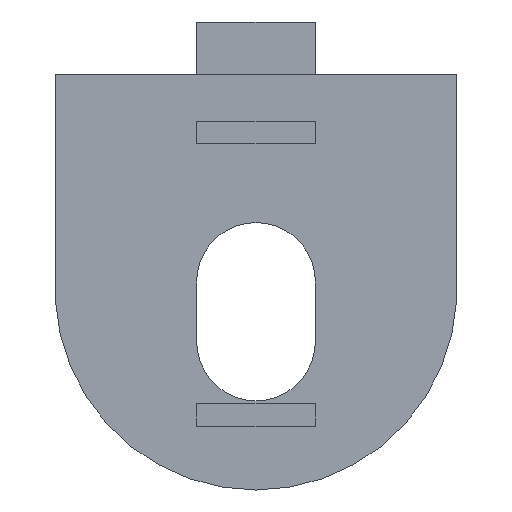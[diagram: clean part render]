
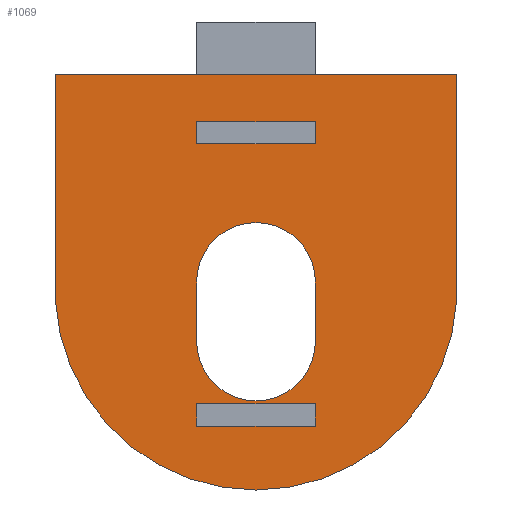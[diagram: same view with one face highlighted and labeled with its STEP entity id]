
A CAD part, front view. The second image highlights one B-rep face of the part: STEP entity #1069.
In plain terms, the highlighted planar face has unit normal (0, -1, 0).
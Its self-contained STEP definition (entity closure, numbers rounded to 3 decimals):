
#7 = LINE ( 'NONE', #126, #651 ) ;
#46 = EDGE_CURVE ( 'NONE', #1391, #183, #262, .T. ) ;
#53 = AXIS2_PLACEMENT_3D ( 'NONE', #1523, #409, #764 ) ;
#56 = EDGE_CURVE ( 'NONE', #1458, #1461, #458, .T. ) ;
#59 = VECTOR ( 'NONE', #1404, 1000. ) ;
#89 = VECTOR ( 'NONE', #632, 1000. ) ;
#119 = ORIENTED_EDGE ( 'NONE', *, *, #722, .F. ) ;
#126 = CARTESIAN_POINT ( 'NONE',  ( -4., 0., 4.301 ) ) ;
#127 = EDGE_CURVE ( 'NONE', #1301, #565, #996, .T. ) ;
#136 = DIRECTION ( 'NONE',  ( 0., 0., 1. ) ) ;
#137 = EDGE_CURVE ( 'NONE', #619, #1458, #1527, .T. ) ;
#140 = DIRECTION ( 'NONE',  ( -1., 0., 0. ) ) ;
#150 = CARTESIAN_POINT ( 'NONE',  ( 4., 0., 23.301 ) ) ;
#163 = DIRECTION ( 'NONE',  ( 0., 0., 1. ) ) ;
#173 = EDGE_CURVE ( 'NONE', #1048, #549, #1142, .T. ) ;
#183 = VERTEX_POINT ( 'NONE', #521 ) ;
#184 = VERTEX_POINT ( 'NONE', #374 ) ;
#187 = VECTOR ( 'NONE', #1232, 1000. ) ;
#188 = DIRECTION ( 'NONE',  ( 0., 1., 0. ) ) ;
#189 = AXIS2_PLACEMENT_3D ( 'NONE', #1561, #813, #326 ) ;
#210 = CARTESIAN_POINT ( 'NONE',  ( -4., 0., 23.301 ) ) ;
#211 = CARTESIAN_POINT ( 'NONE',  ( 4., 0., 4.301 ) ) ;
#219 = ORIENTED_EDGE ( 'NONE', *, *, #916, .F. ) ;
#232 = FACE_OUTER_BOUND ( 'NONE', #638, .T. ) ;
#238 = FACE_BOUND ( 'NONE', #1073, .T. ) ;
#262 = LINE ( 'NONE', #488, #1164 ) ;
#263 = VERTEX_POINT ( 'NONE', #1517 ) ;
#271 = ORIENTED_EDGE ( 'NONE', *, *, #137, .T. ) ;
#277 = DIRECTION ( 'NONE',  ( 1., 0., 0. ) ) ;
#299 = EDGE_CURVE ( 'NONE', #1064, #530, #453, .T. ) ;
#326 = DIRECTION ( 'NONE',  ( 0., 0., 1. ) ) ;
#337 = EDGE_CURVE ( 'NONE', #184, #1541, #7, .T. ) ;
#338 = ORIENTED_EDGE ( 'NONE', *, *, #173, .T. ) ;
#348 = ORIENTED_EDGE ( 'NONE', *, *, #337, .F. ) ;
#374 = CARTESIAN_POINT ( 'NONE',  ( -4., 0., 5.801 ) ) ;
#376 = DIRECTION ( 'NONE',  ( 0., 0., 1. ) ) ;
#380 = AXIS2_PLACEMENT_3D ( 'NONE', #1364, #1148, #376 ) ;
#385 = DIRECTION ( 'NONE',  ( 0., 0., -1. ) ) ;
#393 = LINE ( 'NONE', #1286, #648 ) ;
#405 = CARTESIAN_POINT ( 'NONE',  ( -4., 0., 24.801 ) ) ;
#409 = DIRECTION ( 'NONE',  ( 0., 1., 0. ) ) ;
#413 = LINE ( 'NONE', #150, #865 ) ;
#453 = LINE ( 'NONE', #211, #810 ) ;
#458 = CIRCLE ( 'NONE', #380, 4. ) ;
#485 = CARTESIAN_POINT ( 'NONE',  ( 4., 0., 4.301 ) ) ;
#488 = CARTESIAN_POINT ( 'NONE',  ( 13.5, 0., 28. ) ) ;
#521 = CARTESIAN_POINT ( 'NONE',  ( -13.5, 0., 28. ) ) ;
#530 = VERTEX_POINT ( 'NONE', #1174 ) ;
#531 = AXIS2_PLACEMENT_3D ( 'NONE', #623, #1355, #136 ) ;
#549 = VERTEX_POINT ( 'NONE', #1551 ) ;
#554 = ORIENTED_EDGE ( 'NONE', *, *, #127, .F. ) ;
#565 = VERTEX_POINT ( 'NONE', #1252 ) ;
#589 = CARTESIAN_POINT ( 'NONE',  ( -4., 0., 10.001 ) ) ;
#591 = DIRECTION ( 'NONE',  ( 0., 0., 1. ) ) ;
#593 = CARTESIAN_POINT ( 'NONE',  ( 0., 0., 18.001 ) ) ;
#619 = VERTEX_POINT ( 'NONE', #589 ) ;
#623 = CARTESIAN_POINT ( 'NONE',  ( 13.5, 0., 0. ) ) ;
#632 = DIRECTION ( 'NONE',  ( 0., 0., -1. ) ) ;
#638 = EDGE_LOOP ( 'NONE', ( #219, #1029, #1536, #1183 ) ) ;
#648 = VECTOR ( 'NONE', #277, 1000. ) ;
#651 = VECTOR ( 'NONE', #385, 1000. ) ;
#652 = ORIENTED_EDGE ( 'NONE', *, *, #1079, .F. ) ;
#680 = CARTESIAN_POINT ( 'NONE',  ( 4., 0., 14.001 ) ) ;
#689 = ORIENTED_EDGE ( 'NONE', *, *, #1330, .F. ) ;
#722 = EDGE_CURVE ( 'NONE', #1541, #1064, #1256, .T. ) ;
#764 = DIRECTION ( 'NONE',  ( 0., 0., 1. ) ) ;
#772 = ORIENTED_EDGE ( 'NONE', *, *, #1272, .F. ) ;
#782 = CARTESIAN_POINT ( 'NONE',  ( 4., 0., 24.801 ) ) ;
#790 = DIRECTION ( 'NONE',  ( -1., 0., 0. ) ) ;
#804 = AXIS2_PLACEMENT_3D ( 'NONE', #1093, #188, #591 ) ;
#808 = CARTESIAN_POINT ( 'NONE',  ( 13.5, 0., 0. ) ) ;
#810 = VECTOR ( 'NONE', #1455, 1000. ) ;
#813 = DIRECTION ( 'NONE',  ( 0., 1., 0. ) ) ;
#843 = CARTESIAN_POINT ( 'NONE',  ( -4., 0., 4.301 ) ) ;
#861 = FACE_BOUND ( 'NONE', #1473, .T. ) ;
#865 = VECTOR ( 'NONE', #163, 1000. ) ;
#893 = DIRECTION ( 'NONE',  ( 0., 0., 1. ) ) ;
#898 = ORIENTED_EDGE ( 'NONE', *, *, #932, .T. ) ;
#916 = EDGE_CURVE ( 'NONE', #1021, #263, #1050, .T. ) ;
#929 = CARTESIAN_POINT ( 'NONE',  ( -4., 0., 14.001 ) ) ;
#932 = EDGE_CURVE ( 'NONE', #1461, #1048, #1396, .T. ) ;
#982 = DIRECTION ( 'NONE',  ( 1., 0., 0. ) ) ;
#995 = EDGE_LOOP ( 'NONE', ( #338, #1282, #271, #1072, #898 ) ) ;
#996 = LINE ( 'NONE', #210, #1428 ) ;
#1020 = CARTESIAN_POINT ( 'NONE',  ( -13.5, 0., 0. ) ) ;
#1021 = VERTEX_POINT ( 'NONE', #1181 ) ;
#1029 = ORIENTED_EDGE ( 'NONE', *, *, #1040, .F. ) ;
#1031 = CARTESIAN_POINT ( 'NONE',  ( -4., 0., 0. ) ) ;
#1040 = EDGE_CURVE ( 'NONE', #1391, #1021, #1444, .T. ) ;
#1048 = VERTEX_POINT ( 'NONE', #680 ) ;
#1050 = CIRCLE ( 'NONE', #53, 13.524 ) ;
#1052 = VECTOR ( 'NONE', #790, 1000. ) ;
#1064 = VERTEX_POINT ( 'NONE', #485 ) ;
#1069 = ADVANCED_FACE ( 'NONE', ( #238, #1490, #232, #861 ), #1226, .F. ) ;
#1072 = ORIENTED_EDGE ( 'NONE', *, *, #56, .T. ) ;
#1073 = EDGE_LOOP ( 'NONE', ( #554, #689, #772, #1365 ) ) ;
#1079 = EDGE_CURVE ( 'NONE', #530, #184, #1247, .T. ) ;
#1084 = VERTEX_POINT ( 'NONE', #1616 ) ;
#1085 = VECTOR ( 'NONE', #893, 1000. ) ;
#1093 = CARTESIAN_POINT ( 'NONE',  ( 0., 0., 14.001 ) ) ;
#1110 = CARTESIAN_POINT ( 'NONE',  ( 4., 0., 0. ) ) ;
#1118 = CARTESIAN_POINT ( 'NONE',  ( -4., 0., 4.301 ) ) ;
#1136 = VECTOR ( 'NONE', #982, 1000. ) ;
#1142 = LINE ( 'NONE', #1110, #89 ) ;
#1148 = DIRECTION ( 'NONE',  ( 0., 1., 0. ) ) ;
#1163 = VERTEX_POINT ( 'NONE', #782 ) ;
#1164 = VECTOR ( 'NONE', #140, 1000. ) ;
#1174 = CARTESIAN_POINT ( 'NONE',  ( 4., 0., 5.801 ) ) ;
#1181 = CARTESIAN_POINT ( 'NONE',  ( 13.5, 0., 12.716 ) ) ;
#1183 = ORIENTED_EDGE ( 'NONE', *, *, #1285, .T. ) ;
#1188 = CARTESIAN_POINT ( 'NONE',  ( 13.5, 0., 28. ) ) ;
#1214 = DIRECTION ( 'NONE',  ( 0., 0., -1. ) ) ;
#1226 = PLANE ( 'NONE',  #531 ) ;
#1232 = DIRECTION ( 'NONE',  ( -1., 0., 0. ) ) ;
#1247 = LINE ( 'NONE', #1368, #187 ) ;
#1252 = CARTESIAN_POINT ( 'NONE',  ( -4., 0., 23.301 ) ) ;
#1256 = LINE ( 'NONE', #1118, #1136 ) ;
#1260 = EDGE_CURVE ( 'NONE', #565, #1084, #393, .T. ) ;
#1272 = EDGE_CURVE ( 'NONE', #1084, #1163, #413, .T. ) ;
#1282 = ORIENTED_EDGE ( 'NONE', *, *, #1385, .T. ) ;
#1285 = EDGE_CURVE ( 'NONE', #183, #263, #1411, .T. ) ;
#1286 = CARTESIAN_POINT ( 'NONE',  ( -4., 0., 23.301 ) ) ;
#1301 = VERTEX_POINT ( 'NONE', #405 ) ;
#1320 = DIRECTION ( 'NONE',  ( 0., 0., -1. ) ) ;
#1330 = EDGE_CURVE ( 'NONE', #1163, #1301, #1453, .T. ) ;
#1355 = DIRECTION ( 'NONE',  ( 0., 1., 0. ) ) ;
#1364 = CARTESIAN_POINT ( 'NONE',  ( 0., 0., 14.001 ) ) ;
#1365 = ORIENTED_EDGE ( 'NONE', *, *, #1260, .F. ) ;
#1368 = CARTESIAN_POINT ( 'NONE',  ( -4., 0., 5.801 ) ) ;
#1385 = EDGE_CURVE ( 'NONE', #549, #619, #1614, .T. ) ;
#1391 = VERTEX_POINT ( 'NONE', #1188 ) ;
#1396 = CIRCLE ( 'NONE', #804, 4. ) ;
#1404 = DIRECTION ( 'NONE',  ( 0., 0., -1. ) ) ;
#1411 = LINE ( 'NONE', #1020, #59 ) ;
#1416 = ORIENTED_EDGE ( 'NONE', *, *, #299, .F. ) ;
#1428 = VECTOR ( 'NONE', #1214, 1000. ) ;
#1444 = LINE ( 'NONE', #808, #1613 ) ;
#1453 = LINE ( 'NONE', #1462, #1052 ) ;
#1455 = DIRECTION ( 'NONE',  ( 0., 0., 1. ) ) ;
#1458 = VERTEX_POINT ( 'NONE', #929 ) ;
#1461 = VERTEX_POINT ( 'NONE', #593 ) ;
#1462 = CARTESIAN_POINT ( 'NONE',  ( -4., 0., 24.801 ) ) ;
#1473 = EDGE_LOOP ( 'NONE', ( #348, #652, #1416, #119 ) ) ;
#1490 = FACE_BOUND ( 'NONE', #995, .T. ) ;
#1517 = CARTESIAN_POINT ( 'NONE',  ( -13.5, 0., 12.716 ) ) ;
#1523 = CARTESIAN_POINT ( 'NONE',  ( 0., 0., 13.525 ) ) ;
#1527 = LINE ( 'NONE', #1031, #1085 ) ;
#1536 = ORIENTED_EDGE ( 'NONE', *, *, #46, .T. ) ;
#1541 = VERTEX_POINT ( 'NONE', #843 ) ;
#1551 = CARTESIAN_POINT ( 'NONE',  ( 4., 0., 10.001 ) ) ;
#1561 = CARTESIAN_POINT ( 'NONE',  ( 0., 0., 10.001 ) ) ;
#1613 = VECTOR ( 'NONE', #1320, 1000. ) ;
#1614 = CIRCLE ( 'NONE', #189, 4. ) ;
#1616 = CARTESIAN_POINT ( 'NONE',  ( 4., 0., 23.301 ) ) ;
